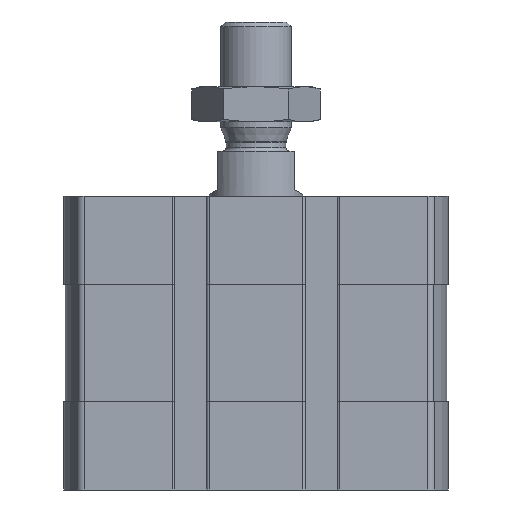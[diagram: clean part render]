
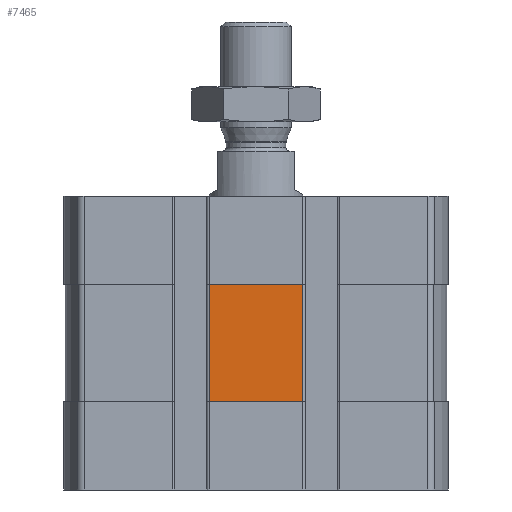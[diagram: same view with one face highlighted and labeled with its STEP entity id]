
A CAD part, left-side view. The second image highlights one B-rep face of the part: STEP entity #7465.
In plain terms, the highlighted planar face has unit normal (-1, 0, 0).
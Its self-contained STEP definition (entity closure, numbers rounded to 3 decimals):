
#104=PLANE('',#8208);
#795=LINE('',#12406,#1397);
#796=LINE('',#12409,#1398);
#797=LINE('',#12411,#1399);
#798=LINE('',#12413,#1400);
#1397=VECTOR('',#9896,1000.);
#1398=VECTOR('',#9897,1000.);
#1399=VECTOR('',#9898,1000.);
#1400=VECTOR('',#9899,1000.);
#2705=ORIENTED_EDGE('',*,*,#4509,.F.);
#2706=ORIENTED_EDGE('',*,*,#4510,.F.);
#2707=ORIENTED_EDGE('',*,*,#4511,.T.);
#2708=ORIENTED_EDGE('',*,*,#4512,.T.);
#4509=EDGE_CURVE('',#5435,#5436,#795,.T.);
#4510=EDGE_CURVE('',#5437,#5435,#796,.T.);
#4511=EDGE_CURVE('',#5437,#5438,#797,.T.);
#4512=EDGE_CURVE('',#5438,#5436,#798,.T.);
#5435=VERTEX_POINT('',#12407);
#5436=VERTEX_POINT('',#12408);
#5437=VERTEX_POINT('',#12410);
#5438=VERTEX_POINT('',#12412);
#6245=EDGE_LOOP('',(#2705,#2706,#2707,#2708));
#6777=FACE_BOUND('',#6245,.T.);
#7465=ADVANCED_FACE('',(#6777),#104,.T.);
#8208=AXIS2_PLACEMENT_3D('',#12405,#9894,#9895);
#9894=DIRECTION('',(-1.,0.,0.));
#9895=DIRECTION('',(0.,0.,1.));
#9896=DIRECTION('',(0.,-1.,0.));
#9897=DIRECTION('',(0.,0.,1.));
#9898=DIRECTION('',(0.,-1.,0.));
#9899=DIRECTION('',(0.,0.,1.));
#12405=CARTESIAN_POINT('',(-32.5,8.,-35.));
#12406=CARTESIAN_POINT('',(-32.5,8.,-15.));
#12407=CARTESIAN_POINT('',(-32.5,8.,-15.));
#12408=CARTESIAN_POINT('',(-32.5,-8.,-15.));
#12409=CARTESIAN_POINT('',(-32.5,8.,-35.));
#12410=CARTESIAN_POINT('',(-32.5,8.,-35.));
#12411=CARTESIAN_POINT('',(-32.5,8.,-35.));
#12412=CARTESIAN_POINT('',(-32.5,-8.,-35.));
#12413=CARTESIAN_POINT('',(-32.5,-8.,-35.));
